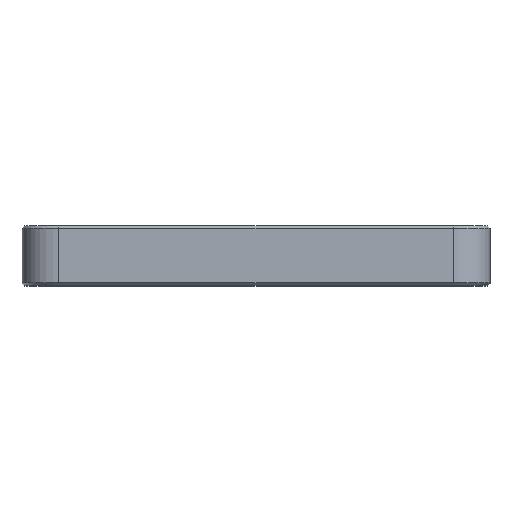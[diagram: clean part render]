
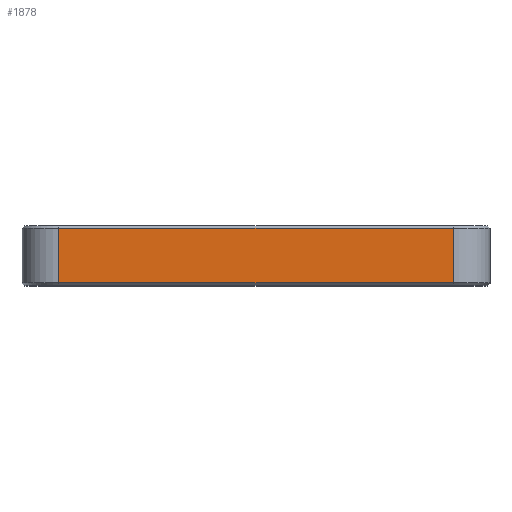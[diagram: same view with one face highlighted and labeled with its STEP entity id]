
A CAD part, top view. The second image highlights one B-rep face of the part: STEP entity #1878.
In plain terms, the highlighted planar face has unit normal (0, 0, 1).
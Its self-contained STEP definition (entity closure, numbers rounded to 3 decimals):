
#11 = EDGE_CURVE ( 'NONE', #1979, #63, #1259, .T. ) ;
#59 = CARTESIAN_POINT ( 'NONE',  ( -40., 11.5, 80.42 ) ) ;
#63 = VERTEX_POINT ( 'NONE', #289 ) ;
#123 = LINE ( 'NONE', #494, #1647 ) ;
#159 = VERTEX_POINT ( 'NONE', #819 ) ;
#177 = CARTESIAN_POINT ( 'NONE',  ( -40., 11.5, 80.42 ) ) ;
#289 = CARTESIAN_POINT ( 'NONE',  ( 40., 0.5, 80.42 ) ) ;
#299 = LINE ( 'NONE', #949, #633 ) ;
#352 = EDGE_CURVE ( 'NONE', #1979, #740, #887, .T. ) ;
#424 = ORIENTED_EDGE ( 'NONE', *, *, #352, .T. ) ;
#494 = CARTESIAN_POINT ( 'NONE',  ( 0., 0.5, 80.42 ) ) ;
#626 = DIRECTION ( 'NONE',  ( -1., 0., 0. ) ) ;
#632 = DIRECTION ( 'NONE',  ( 1., 0., 0. ) ) ;
#633 = VECTOR ( 'NONE', #2127, 1000. ) ;
#703 = AXIS2_PLACEMENT_3D ( 'NONE', #1976, #1316, #626 ) ;
#740 = VERTEX_POINT ( 'NONE', #177 ) ;
#819 = CARTESIAN_POINT ( 'NONE',  ( -40., 0.5, 80.42 ) ) ;
#887 = LINE ( 'NONE', #59, #1176 ) ;
#889 = DIRECTION ( 'NONE',  ( 0., -1., 0. ) ) ;
#949 = CARTESIAN_POINT ( 'NONE',  ( -40., 12., 80.42 ) ) ;
#1068 = VECTOR ( 'NONE', #889, 1000. ) ;
#1176 = VECTOR ( 'NONE', #1255, 1000. ) ;
#1255 = DIRECTION ( 'NONE',  ( -1., 0., 0. ) ) ;
#1259 = LINE ( 'NONE', #1571, #1068 ) ;
#1261 = ORIENTED_EDGE ( 'NONE', *, *, #11, .F. ) ;
#1316 = DIRECTION ( 'NONE',  ( 0., 0., -1. ) ) ;
#1349 = EDGE_CURVE ( 'NONE', #159, #63, #123, .T. ) ;
#1453 = ORIENTED_EDGE ( 'NONE', *, *, #1752, .T. ) ;
#1482 = CARTESIAN_POINT ( 'NONE',  ( 40., 11.5, 80.42 ) ) ;
#1571 = CARTESIAN_POINT ( 'NONE',  ( 40., 12., 80.42 ) ) ;
#1647 = VECTOR ( 'NONE', #632, 1000. ) ;
#1655 = ORIENTED_EDGE ( 'NONE', *, *, #1349, .T. ) ;
#1752 = EDGE_CURVE ( 'NONE', #740, #159, #299, .T. ) ;
#1763 = EDGE_LOOP ( 'NONE', ( #1261, #424, #1453, #1655 ) ) ;
#1878 = ADVANCED_FACE ( 'NONE', ( #1953 ), #1963, .F. ) ;
#1953 = FACE_OUTER_BOUND ( 'NONE', #1763, .T. ) ;
#1963 = PLANE ( 'NONE',  #703 ) ;
#1976 = CARTESIAN_POINT ( 'NONE',  ( 0., 12., 80.42 ) ) ;
#1979 = VERTEX_POINT ( 'NONE', #1482 ) ;
#2127 = DIRECTION ( 'NONE',  ( 0., -1., 0. ) ) ;
